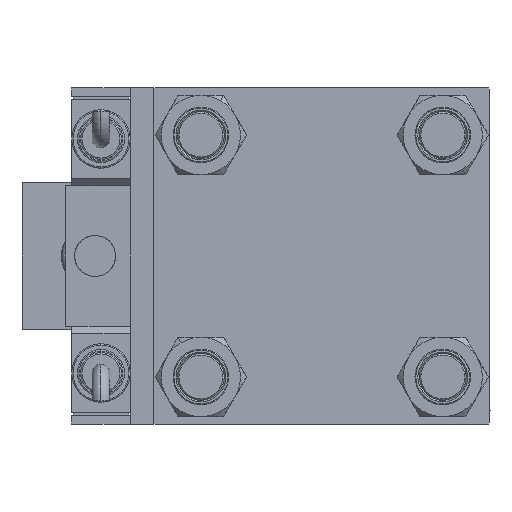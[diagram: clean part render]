
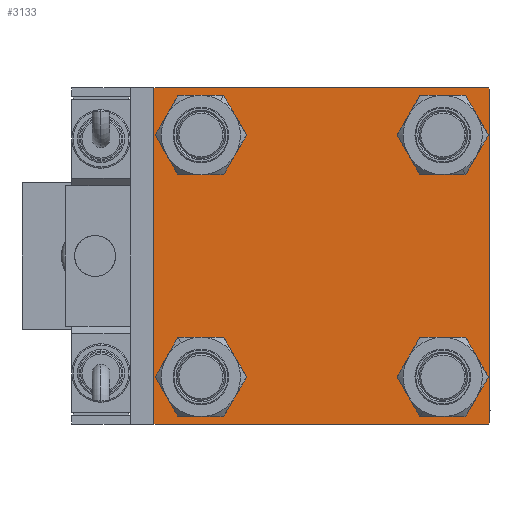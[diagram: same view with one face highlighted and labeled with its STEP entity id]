
A CAD part, left-side view. The second image highlights one B-rep face of the part: STEP entity #3133.
In plain terms, the highlighted planar face has unit normal (-1, 0, 0).
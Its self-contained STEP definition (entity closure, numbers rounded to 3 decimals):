
#232 = LINE ( 'NONE', #52397, #54885 ) ;
#1515 = DIRECTION ( 'NONE',  ( 0., 0., 1. ) ) ;
#1824 = CARTESIAN_POINT ( 'NONE',  ( 0., 41.35, 49.85 ) ) ;
#2243 = CARTESIAN_POINT ( 'NONE',  ( 0., 57.25, -57.25 ) ) ;
#2603 = AXIS2_PLACEMENT_3D ( 'NONE', #31746, #28022, #11186 ) ;
#3133 = ADVANCED_FACE ( 'NONE', ( #14349, #19770, #6072, #31762, #15500 ), #36613, .T. ) ;
#3148 = ORIENTED_EDGE ( 'NONE', *, *, #14967, .T. ) ;
#3158 = EDGE_CURVE ( 'NONE', #48895, #22313, #12590, .T. ) ;
#3256 = VERTEX_POINT ( 'NONE', #11486 ) ;
#3482 = CIRCLE ( 'NONE', #2603, 8.5 ) ;
#3659 = VERTEX_POINT ( 'NONE', #50198 ) ;
#4111 = CARTESIAN_POINT ( 'NONE',  ( 0., 57., 57.5 ) ) ;
#4144 = ORIENTED_EDGE ( 'NONE', *, *, #9167, .T. ) ;
#4688 = CARTESIAN_POINT ( 'NONE',  ( 0., 41.35, -41.35 ) ) ;
#4689 = ORIENTED_EDGE ( 'NONE', *, *, #15685, .T. ) ;
#5295 = AXIS2_PLACEMENT_3D ( 'NONE', #32625, #14936, #49123 ) ;
#6072 = FACE_BOUND ( 'NONE', #19397, .T. ) ;
#6216 = CARTESIAN_POINT ( 'NONE',  ( 0., -57.25, 57.25 ) ) ;
#6936 = CARTESIAN_POINT ( 'NONE',  ( 0., 41.35, 41.35 ) ) ;
#7332 = DIRECTION ( 'NONE',  ( 0., 0.707, -0.707 ) ) ;
#7821 = LINE ( 'NONE', #20943, #49013 ) ;
#9082 = LINE ( 'NONE', #17927, #40967 ) ;
#9167 = EDGE_CURVE ( 'NONE', #41971, #54443, #41856, .T. ) ;
#9256 = LINE ( 'NONE', #44616, #47113 ) ;
#9420 = ORIENTED_EDGE ( 'NONE', *, *, #48098, .T. ) ;
#9731 = ORIENTED_EDGE ( 'NONE', *, *, #27423, .F. ) ;
#9890 = DIRECTION ( 'NONE',  ( 0., 0., 1. ) ) ;
#10051 = CARTESIAN_POINT ( 'NONE',  ( 0., -41.35, 32.85 ) ) ;
#10511 = EDGE_CURVE ( 'NONE', #16552, #25586, #54323, .T. ) ;
#10631 = DIRECTION ( 'NONE',  ( 0., -0.707, 0.707 ) ) ;
#11186 = DIRECTION ( 'NONE',  ( 0., 0., 1. ) ) ;
#11486 = CARTESIAN_POINT ( 'NONE',  ( 0., -57.5, -57. ) ) ;
#12214 = EDGE_LOOP ( 'NONE', ( #21166, #48096, #47910, #50460, #55932, #33482, #9731, #4144 ) ) ;
#12590 = CIRCLE ( 'NONE', #22592, 8.5 ) ;
#14349 = FACE_BOUND ( 'NONE', #42303, .T. ) ;
#14432 = AXIS2_PLACEMENT_3D ( 'NONE', #25772, #25493, #16674 ) ;
#14470 = CARTESIAN_POINT ( 'NONE',  ( 0., -41.35, 41.35 ) ) ;
#14933 = LINE ( 'NONE', #49691, #49297 ) ;
#14936 = DIRECTION ( 'NONE',  ( -1., 0., 0. ) ) ;
#14967 = EDGE_CURVE ( 'NONE', #41260, #40298, #3482, .T. ) ;
#15500 = FACE_OUTER_BOUND ( 'NONE', #12214, .T. ) ;
#15685 = EDGE_CURVE ( 'NONE', #43806, #39347, #39016, .T. ) ;
#15699 = EDGE_CURVE ( 'NONE', #54443, #17830, #7821, .T. ) ;
#16183 = LINE ( 'NONE', #2243, #50364 ) ;
#16220 = VECTOR ( 'NONE', #27014, 1000. ) ;
#16552 = VERTEX_POINT ( 'NONE', #18200 ) ;
#16674 = DIRECTION ( 'NONE',  ( 0., 0., 1. ) ) ;
#16741 = EDGE_CURVE ( 'NONE', #34707, #3256, #9256, .T. ) ;
#17112 = CIRCLE ( 'NONE', #47147, 8.5 ) ;
#17255 = DIRECTION ( 'NONE',  ( 1., 0., 0. ) ) ;
#17829 = EDGE_CURVE ( 'NONE', #34707, #3659, #18477, .T. ) ;
#17830 = VERTEX_POINT ( 'NONE', #18187 ) ;
#17927 = CARTESIAN_POINT ( 'NONE',  ( 0., 57.5, -57.5 ) ) ;
#18016 = EDGE_CURVE ( 'NONE', #25586, #16552, #17112, .T. ) ;
#18187 = CARTESIAN_POINT ( 'NONE',  ( 0., 57.5, -57. ) ) ;
#18200 = CARTESIAN_POINT ( 'NONE',  ( 0., 41.35, 32.85 ) ) ;
#18477 = LINE ( 'NONE', #6216, #16220 ) ;
#19308 = CIRCLE ( 'NONE', #36631, 8.5 ) ;
#19369 = CARTESIAN_POINT ( 'NONE',  ( 0., -41.35, -49.85 ) ) ;
#19397 = EDGE_LOOP ( 'NONE', ( #9420, #4689 ) ) ;
#19463 = CARTESIAN_POINT ( 'NONE',  ( 0., -41.35, 49.85 ) ) ;
#19720 = VERTEX_POINT ( 'NONE', #35173 ) ;
#19770 = FACE_BOUND ( 'NONE', #39972, .T. ) ;
#20155 = ORIENTED_EDGE ( 'NONE', *, *, #28796, .T. ) ;
#20943 = CARTESIAN_POINT ( 'NONE',  ( 0., 57.5, 57.5 ) ) ;
#21166 = ORIENTED_EDGE ( 'NONE', *, *, #15699, .T. ) ;
#21310 = EDGE_CURVE ( 'NONE', #42662, #19720, #9082, .T. ) ;
#22313 = VERTEX_POINT ( 'NONE', #19369 ) ;
#22592 = AXIS2_PLACEMENT_3D ( 'NONE', #40579, #32344, #1515 ) ;
#24456 = DIRECTION ( 'NONE',  ( 1., 0., 0. ) ) ;
#24742 = DIRECTION ( 'NONE',  ( 0., -0.707, -0.707 ) ) ;
#24888 = DIRECTION ( 'NONE',  ( 1., 0., 0. ) ) ;
#25002 = CARTESIAN_POINT ( 'NONE',  ( 0., 57., -57.5 ) ) ;
#25493 = DIRECTION ( 'NONE',  ( 1., 0., 0. ) ) ;
#25586 = VERTEX_POINT ( 'NONE', #1824 ) ;
#25772 = CARTESIAN_POINT ( 'NONE',  ( 0., 41.35, -41.35 ) ) ;
#27014 = DIRECTION ( 'NONE',  ( 0., 0.707, 0.707 ) ) ;
#27423 = EDGE_CURVE ( 'NONE', #41971, #3659, #232, .T. ) ;
#27722 = AXIS2_PLACEMENT_3D ( 'NONE', #4688, #17255, #48309 ) ;
#28022 = DIRECTION ( 'NONE',  ( 1., 0., 0. ) ) ;
#28796 = EDGE_CURVE ( 'NONE', #40298, #41260, #48389, .T. ) ;
#28866 = DIRECTION ( 'NONE',  ( 1., 0., 0. ) ) ;
#29145 = CARTESIAN_POINT ( 'NONE',  ( 0., -41.35, -41.35 ) ) ;
#29164 = EDGE_CURVE ( 'NONE', #22313, #48895, #19308, .T. ) ;
#30553 = CARTESIAN_POINT ( 'NONE',  ( 0., -41.35, -32.85 ) ) ;
#31746 = CARTESIAN_POINT ( 'NONE',  ( 0., -41.35, 41.35 ) ) ;
#31762 = FACE_BOUND ( 'NONE', #45739, .T. ) ;
#32344 = DIRECTION ( 'NONE',  ( 1., 0., 0. ) ) ;
#32598 = DIRECTION ( 'NONE',  ( 0., 0., 1. ) ) ;
#32625 = CARTESIAN_POINT ( 'NONE',  ( 0., 0., 0. ) ) ;
#33035 = CARTESIAN_POINT ( 'NONE',  ( 0., 57.25, 57.25 ) ) ;
#33482 = ORIENTED_EDGE ( 'NONE', *, *, #17829, .T. ) ;
#33852 = AXIS2_PLACEMENT_3D ( 'NONE', #14470, #48952, #9890 ) ;
#33870 = DIRECTION ( 'NONE',  ( 0., 0., 1. ) ) ;
#34707 = VERTEX_POINT ( 'NONE', #42254 ) ;
#34946 = DIRECTION ( 'NONE',  ( 0., 0., -1. ) ) ;
#35173 = CARTESIAN_POINT ( 'NONE',  ( 0., -57., -57.5 ) ) ;
#36613 = PLANE ( 'NONE',  #5295 ) ;
#36631 = AXIS2_PLACEMENT_3D ( 'NONE', #29145, #28866, #32598 ) ;
#37034 = CARTESIAN_POINT ( 'NONE',  ( 0., 41.35, 41.35 ) ) ;
#37207 = EDGE_CURVE ( 'NONE', #19720, #3256, #14933, .T. ) ;
#37749 = DIRECTION ( 'NONE',  ( 0., 0., 1. ) ) ;
#38786 = VECTOR ( 'NONE', #7332, 1000. ) ;
#39016 = CIRCLE ( 'NONE', #14432, 8.5 ) ;
#39347 = VERTEX_POINT ( 'NONE', #44165 ) ;
#39972 = EDGE_LOOP ( 'NONE', ( #40485, #49207 ) ) ;
#40298 = VERTEX_POINT ( 'NONE', #19463 ) ;
#40485 = ORIENTED_EDGE ( 'NONE', *, *, #3158, .T. ) ;
#40579 = CARTESIAN_POINT ( 'NONE',  ( 0., -41.35, -41.35 ) ) ;
#40967 = VECTOR ( 'NONE', #51609, 1000. ) ;
#41260 = VERTEX_POINT ( 'NONE', #10051 ) ;
#41673 = EDGE_CURVE ( 'NONE', #17830, #42662, #16183, .T. ) ;
#41856 = LINE ( 'NONE', #33035, #38786 ) ;
#41971 = VERTEX_POINT ( 'NONE', #4111 ) ;
#42254 = CARTESIAN_POINT ( 'NONE',  ( 0., -57.5, 57. ) ) ;
#42303 = EDGE_LOOP ( 'NONE', ( #20155, #3148 ) ) ;
#42662 = VERTEX_POINT ( 'NONE', #25002 ) ;
#43434 = ORIENTED_EDGE ( 'NONE', *, *, #18016, .T. ) ;
#43806 = VERTEX_POINT ( 'NONE', #46889 ) ;
#44165 = CARTESIAN_POINT ( 'NONE',  ( 0., 41.35, -32.85 ) ) ;
#44616 = CARTESIAN_POINT ( 'NONE',  ( 0., -57.5, 57.5 ) ) ;
#45739 = EDGE_LOOP ( 'NONE', ( #43434, #53672 ) ) ;
#46889 = CARTESIAN_POINT ( 'NONE',  ( 0., 41.35, -49.85 ) ) ;
#47113 = VECTOR ( 'NONE', #34946, 1000. ) ;
#47147 = AXIS2_PLACEMENT_3D ( 'NONE', #37034, #24456, #33870 ) ;
#47910 = ORIENTED_EDGE ( 'NONE', *, *, #21310, .T. ) ;
#48096 = ORIENTED_EDGE ( 'NONE', *, *, #41673, .T. ) ;
#48098 = EDGE_CURVE ( 'NONE', #39347, #43806, #52295, .T. ) ;
#48309 = DIRECTION ( 'NONE',  ( 0., 0., 1. ) ) ;
#48389 = CIRCLE ( 'NONE', #33852, 8.5 ) ;
#48895 = VERTEX_POINT ( 'NONE', #30553 ) ;
#48952 = DIRECTION ( 'NONE',  ( 1., 0., 0. ) ) ;
#49013 = VECTOR ( 'NONE', #55163, 1000. ) ;
#49123 = DIRECTION ( 'NONE',  ( 0., 0., 1. ) ) ;
#49207 = ORIENTED_EDGE ( 'NONE', *, *, #29164, .T. ) ;
#49297 = VECTOR ( 'NONE', #10631, 1000. ) ;
#49691 = CARTESIAN_POINT ( 'NONE',  ( 0., -57.25, -57.25 ) ) ;
#50198 = CARTESIAN_POINT ( 'NONE',  ( 0., -57., 57.5 ) ) ;
#50364 = VECTOR ( 'NONE', #24742, 1000. ) ;
#50460 = ORIENTED_EDGE ( 'NONE', *, *, #37207, .T. ) ;
#51017 = CARTESIAN_POINT ( 'NONE',  ( 0., 57.5, 57. ) ) ;
#51609 = DIRECTION ( 'NONE',  ( 0., -1., 0. ) ) ;
#51854 = DIRECTION ( 'NONE',  ( 0., -1., 0. ) ) ;
#52295 = CIRCLE ( 'NONE', #27722, 8.5 ) ;
#52397 = CARTESIAN_POINT ( 'NONE',  ( 0., 57.5, 57.5 ) ) ;
#52472 = AXIS2_PLACEMENT_3D ( 'NONE', #6936, #24888, #37749 ) ;
#53672 = ORIENTED_EDGE ( 'NONE', *, *, #10511, .T. ) ;
#54323 = CIRCLE ( 'NONE', #52472, 8.5 ) ;
#54443 = VERTEX_POINT ( 'NONE', #51017 ) ;
#54885 = VECTOR ( 'NONE', #51854, 1000. ) ;
#55163 = DIRECTION ( 'NONE',  ( 0., 0., -1. ) ) ;
#55932 = ORIENTED_EDGE ( 'NONE', *, *, #16741, .F. ) ;
